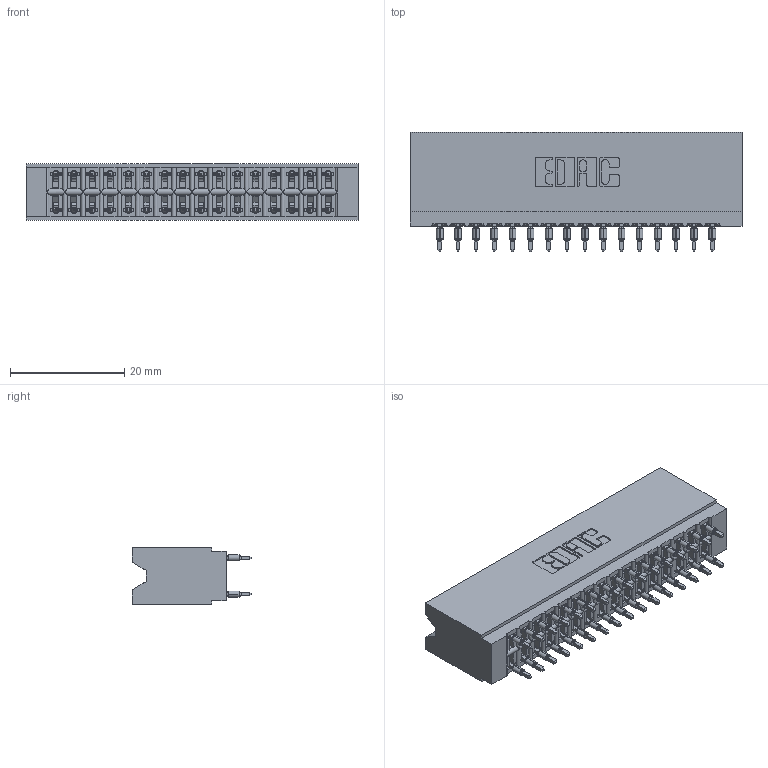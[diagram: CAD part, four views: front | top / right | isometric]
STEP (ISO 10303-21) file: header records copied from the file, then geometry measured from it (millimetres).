
FILE_DESCRIPTION (( 'STEP AP203' ), '1' );
FILE_NAME ('746-032-560-206.STEP', '2020-09-16T12:46:00', ( '' ), ( '' ), 'SwSTEP 2.0', 'SolidWorks 2020', '' );
FILE_SCHEMA (( 'CONFIG_CONTROL_DESIGN' ));
Length unit declared in the file: inch
Products named in the file (3): 746-032-560-206; 746 Part_.515 Slot Depth - 06; 746-292-001_560
Assembly tree (33 placements, depth 2):
  746-032-560-206
    746 Part_.515 Slot Depth - 06
    746-292-001_560  x32
Bounding box: 58.04 x 20.82 x 9.91 mm (x, y, z)
Volume: 6487.9 mm3; surface area: 10516.1 mm2
Topology: 33 solids, 33 shells, 3122 faces, 8681 edges, 5567 vertices
Faces by surface type: plane 1560, cylinder 730, bspline 640, torus 192
Entity records: 28574 total; most frequent: CARTESIAN_POINT 5902, ORIENTED_EDGE 4838, DIRECTION 4091, EDGE_CURVE 2419, VECTOR 2067, LINE 2067, VERTEX_POINT 1599, AXIS2_PLACEMENT_3D 1012
